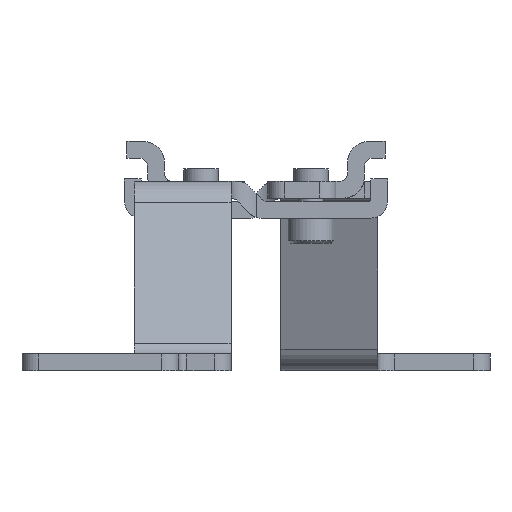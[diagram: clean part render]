
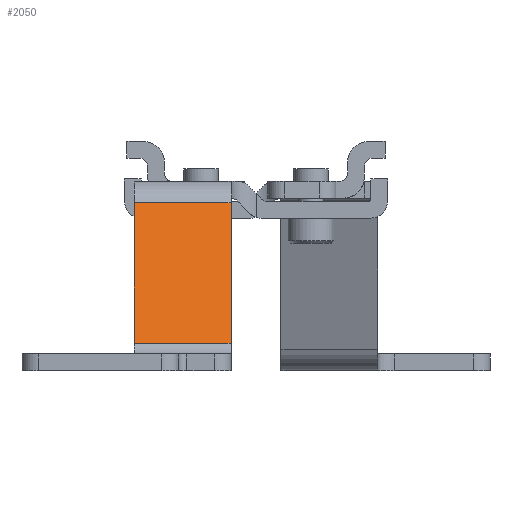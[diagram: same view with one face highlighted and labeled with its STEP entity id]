
A CAD part, front view. The second image highlights one B-rep face of the part: STEP entity #2050.
In plain terms, the highlighted planar face has unit normal (0, -0.93, 0.369).
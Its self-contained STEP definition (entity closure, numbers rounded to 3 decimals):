
#433=ORIENTED_EDGE('',*,*,#980,.F.);
#434=ORIENTED_EDGE('',*,*,#981,.T.);
#435=ORIENTED_EDGE('',*,*,#982,.T.);
#436=ORIENTED_EDGE('',*,*,#971,.F.);
#971=EDGE_CURVE('',#1228,#1229,#1408,.T.);
#980=EDGE_CURVE('',#1236,#1228,#1413,.T.);
#981=EDGE_CURVE('',#1236,#1237,#1414,.T.);
#982=EDGE_CURVE('',#1237,#1229,#1415,.T.);
#1228=VERTEX_POINT('',#3367);
#1229=VERTEX_POINT('',#3369);
#1236=VERTEX_POINT('',#3385);
#1237=VERTEX_POINT('',#3389);
#1408=LINE('',#3368,#1592);
#1413=LINE('',#3386,#1597);
#1414=LINE('',#3388,#1598);
#1415=LINE('',#3390,#1599);
#1592=VECTOR('',#2656,1000.);
#1597=VECTOR('',#2671,1000.);
#1598=VECTOR('',#2674,1000.);
#1599=VECTOR('',#2675,1000.);
#1713=EDGE_LOOP('',(#433,#434,#435,#436));
#1850=FACE_BOUND('',#1713,.T.);
#1968=PLANE('',#2247);
#2050=ADVANCED_FACE('',(#1850),#1968,.T.);
#2247=AXIS2_PLACEMENT_3D('',#3387,#2672,#2673);
#2656=DIRECTION('',(0.,-0.369,-0.93));
#2671=DIRECTION('',(1.,0.,0.));
#2672=DIRECTION('',(0.,-0.93,0.369));
#2673=DIRECTION('',(0.,-0.369,-0.93));
#2674=DIRECTION('',(0.,-0.369,-0.93));
#2675=DIRECTION('',(1.,0.,0.));
#3367=CARTESIAN_POINT('',(25.1,-50.794,18.174));
#3368=CARTESIAN_POINT('',(25.1,-50.794,18.174));
#3369=CARTESIAN_POINT('',(25.1,-57.499,1.263));
#3385=CARTESIAN_POINT('',(13.5,-50.794,18.174));
#3386=CARTESIAN_POINT('',(-5.15,-50.794,18.174));
#3387=CARTESIAN_POINT('',(-5.15,-50.794,18.174));
#3388=CARTESIAN_POINT('',(13.5,-50.794,18.174));
#3389=CARTESIAN_POINT('',(13.5,-57.499,1.263));
#3390=CARTESIAN_POINT('',(-5.15,-57.499,1.263));
